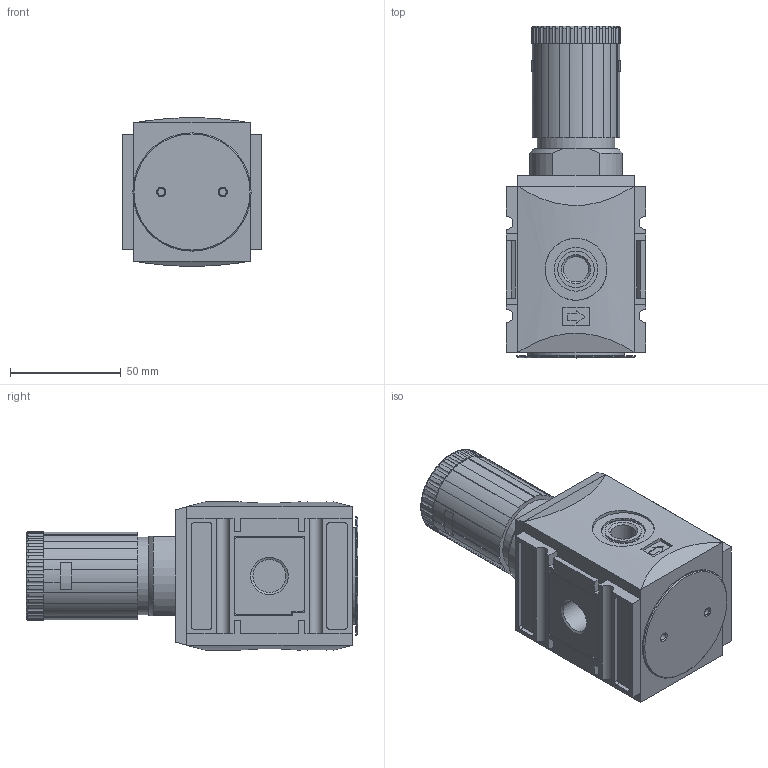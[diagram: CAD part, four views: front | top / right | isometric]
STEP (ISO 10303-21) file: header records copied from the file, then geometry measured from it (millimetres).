
FILE_DESCRIPTION(( 'KREG-238.stp' ), '1');
FILE_NAME( 'KREG-238.stp', '2019-02-01T15:00:06',( 'Sopra'),('sopra-pneumatic.com'), 'SwSTEP 2.0','SolidWorks 2009','' );
FILE_SCHEMA( ( 'CONFIG_CONTROL_DESIGN' ) );
Length unit declared in the file: millimetre
Products named in the file (3): 91702.DD03; _FU 7160G 3/8000-1; _FU 7160-3
Assembly tree (2 placements, depth 2):
  91702.DD03
    _FU 7160G 3/8000-1
    _FU 7160-3
Bounding box: 63 x 150 x 67.13 mm (x, y, z)
Volume: 382438.5 mm3; surface area: 49164.1 mm2
Topology: 2 solids, 2 shells, 460 faces, 1211 edges, 792 vertices
Faces by surface type: plane 255, cylinder 155, torus 38, cone 12
Full cylindrical faces by diameter (mm): 3.2 x2, 11.445 x1, 14.95 x2, 16.5 x2, 19.8 x2, 28 x2, 35 x1, 42 x1, 43.8 x1, 53.5 x1
Entity records: 15106 total; most frequent: CARTESIAN_POINT 3645, DIRECTION 2376, ORIENTED_EDGE 2352, EDGE_CURVE 1176, AXIS2_PLACEMENT_3D 855, VERTEX_POINT 784, LINE 666, VECTOR 666
